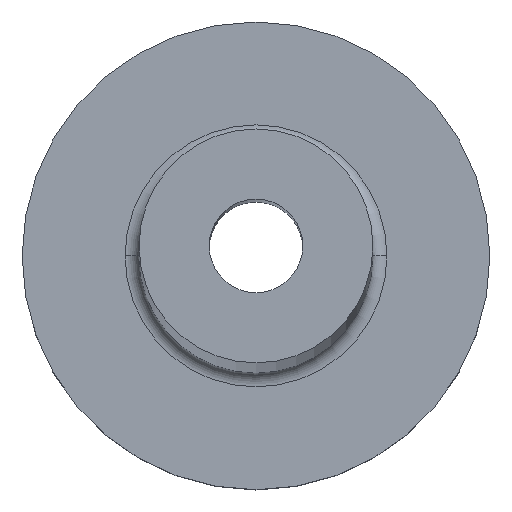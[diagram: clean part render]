
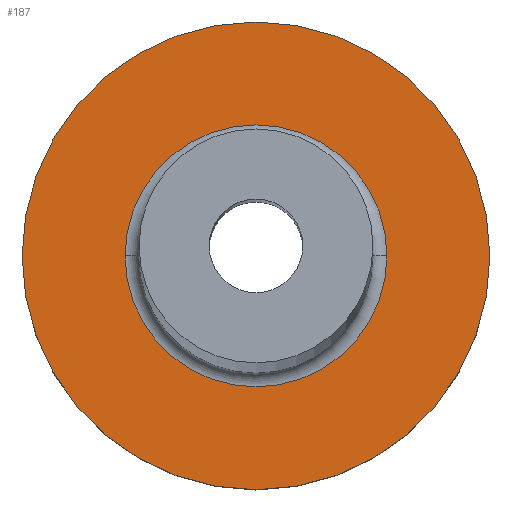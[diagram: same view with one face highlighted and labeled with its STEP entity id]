
A CAD part, top view. The second image highlights one B-rep face of the part: STEP entity #187.
In plain terms, the highlighted planar face has unit normal (0, 0, 1).
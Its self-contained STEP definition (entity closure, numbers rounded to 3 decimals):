
#6 = FACE_BOUND ( 'NONE', #193, .T. ) ;
#57 = DIRECTION ( 'NONE',  ( 0., 0., 1. ) ) ;
#63 = EDGE_LOOP ( 'NONE', ( #293, #102 ) ) ;
#66 = DIRECTION ( 'NONE',  ( 0., 0., 1. ) ) ;
#84 = DIRECTION ( 'NONE',  ( 1., 0., 0. ) ) ;
#94 = VERTEX_POINT ( 'NONE', #143 ) ;
#100 = CARTESIAN_POINT ( 'NONE',  ( 0., 0., 3. ) ) ;
#102 = ORIENTED_EDGE ( 'NONE', *, *, #122, .T. ) ;
#105 = DIRECTION ( 'NONE',  ( 1., 0., 0. ) ) ;
#122 = EDGE_CURVE ( 'NONE', #202, #381, #302, .T. ) ;
#123 = CIRCLE ( 'NONE', #132, 5. ) ;
#128 = DIRECTION ( 'NONE',  ( 0., 0., -1. ) ) ;
#132 = AXIS2_PLACEMENT_3D ( 'NONE', #390, #66, #317 ) ;
#143 = CARTESIAN_POINT ( 'NONE',  ( -2.8, 0., 3. ) ) ;
#157 = FACE_OUTER_BOUND ( 'NONE', #63, .T. ) ;
#159 = CARTESIAN_POINT ( 'NONE',  ( 0., 0., 3. ) ) ;
#170 = AXIS2_PLACEMENT_3D ( 'NONE', #159, #332, #84 ) ;
#187 = ADVANCED_FACE ( 'NONE', ( #6, #157 ), #374, .T. ) ;
#188 = CARTESIAN_POINT ( 'NONE',  ( 0., 0., 3. ) ) ;
#193 = EDGE_LOOP ( 'NONE', ( #287, #197 ) ) ;
#197 = ORIENTED_EDGE ( 'NONE', *, *, #406, .T. ) ;
#202 = VERTEX_POINT ( 'NONE', #388 ) ;
#236 = VERTEX_POINT ( 'NONE', #393 ) ;
#238 = AXIS2_PLACEMENT_3D ( 'NONE', #188, #128, #442 ) ;
#261 = DIRECTION ( 'NONE',  ( 1., 0., 0. ) ) ;
#264 = AXIS2_PLACEMENT_3D ( 'NONE', #437, #57, #261 ) ;
#268 = CARTESIAN_POINT ( 'NONE',  ( -5., 0., 3. ) ) ;
#273 = CIRCLE ( 'NONE', #323, 2.8 ) ;
#287 = ORIENTED_EDGE ( 'NONE', *, *, #353, .T. ) ;
#293 = ORIENTED_EDGE ( 'NONE', *, *, #416, .T. ) ;
#302 = CIRCLE ( 'NONE', #170, 5. ) ;
#317 = DIRECTION ( 'NONE',  ( 1., 0., 0. ) ) ;
#323 = AXIS2_PLACEMENT_3D ( 'NONE', #100, #344, #105 ) ;
#332 = DIRECTION ( 'NONE',  ( 0., 0., 1. ) ) ;
#344 = DIRECTION ( 'NONE',  ( 0., 0., -1. ) ) ;
#353 = EDGE_CURVE ( 'NONE', #236, #94, #379, .T. ) ;
#374 = PLANE ( 'NONE',  #264 ) ;
#379 = CIRCLE ( 'NONE', #238, 2.8 ) ;
#381 = VERTEX_POINT ( 'NONE', #268 ) ;
#388 = CARTESIAN_POINT ( 'NONE',  ( 5., 0., 3. ) ) ;
#390 = CARTESIAN_POINT ( 'NONE',  ( 0., 0., 3. ) ) ;
#393 = CARTESIAN_POINT ( 'NONE',  ( 2.8, 0., 3. ) ) ;
#406 = EDGE_CURVE ( 'NONE', #94, #236, #273, .T. ) ;
#416 = EDGE_CURVE ( 'NONE', #381, #202, #123, .T. ) ;
#437 = CARTESIAN_POINT ( 'NONE',  ( 0., 0., 3. ) ) ;
#442 = DIRECTION ( 'NONE',  ( 1., 0., 0. ) ) ;
